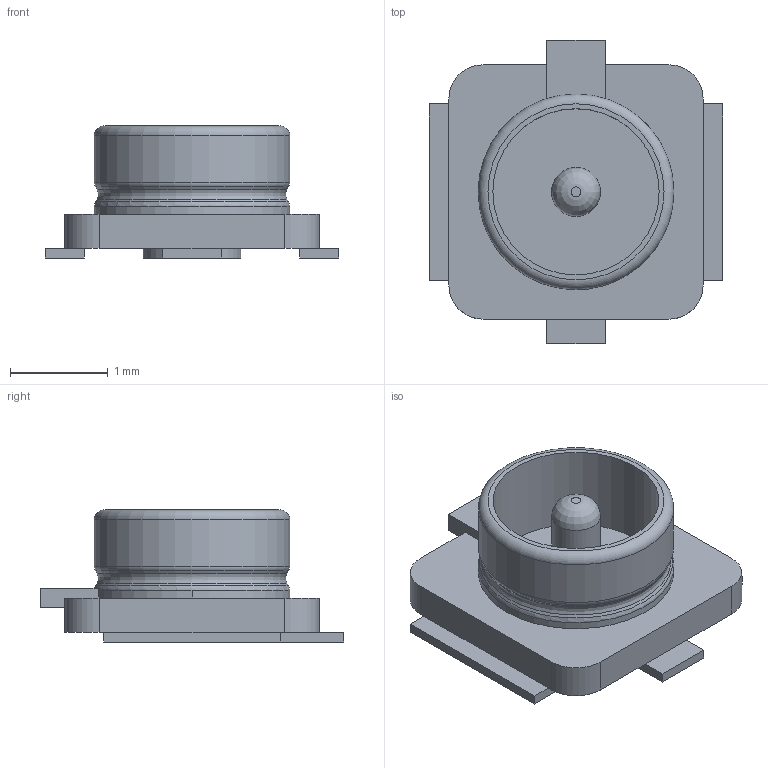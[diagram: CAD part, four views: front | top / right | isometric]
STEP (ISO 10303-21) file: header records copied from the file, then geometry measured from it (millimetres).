
FILE_DESCRIPTION(('FreeCAD Model'),'2;1');
FILE_NAME('Open CASCADE Shape Model','2024-09-02T20:01:14',( 'kicad StepUp'),('ksu MCAD'),'Open CASCADE STEP processor 7.7', 'FreeCAD','Unknown');
FILE_SCHEMA(('AUTOMOTIVE_DESIGN { 1 0 10303 214 1 1 1 1 }'));
Length unit declared in the file: millimetre
Products named in the file (1): Fusion
Bounding box: 3 x 3.1 x 1.35 mm (x, y, z)
Volume: 3.6 mm3; surface area: 31.9 mm2
Topology: 1 solids, 1 shells, 48 faces, 118 edges, 74 vertices
Faces by surface type: plane 31, cylinder 10, torus 4, cone 2, revolution 1
Full cylindrical faces by diameter (mm): 0.5 x1, 1.7 x1, 2 x1
Entity records: 1515 total; most frequent: CARTESIAN_POINT 258, DIRECTION 245, ORIENTED_EDGE 236, EDGE_CURVE 118, LINE 84, VECTOR 84, AXIS2_PLACEMENT_3D 80, VERTEX_POINT 74
